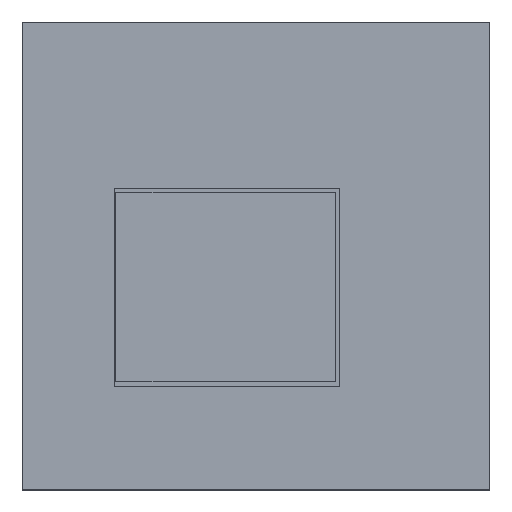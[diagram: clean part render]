
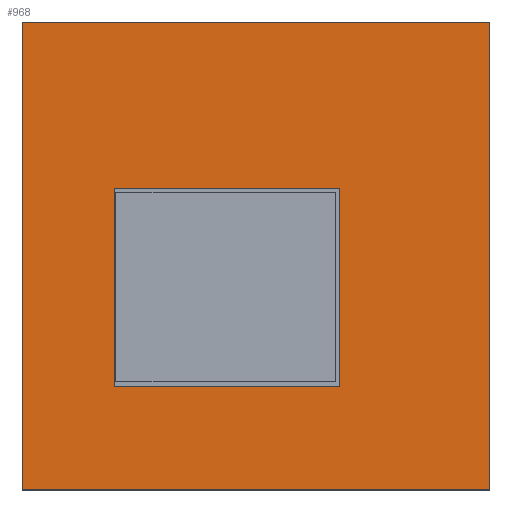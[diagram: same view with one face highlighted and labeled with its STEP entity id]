
A CAD part, top view. The second image highlights one B-rep face of the part: STEP entity #968.
In plain terms, the highlighted planar face has unit normal (0, 0, 1).
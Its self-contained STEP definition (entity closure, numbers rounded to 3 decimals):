
#61=ORIENTED_EDGE('',*,*,#241,.F.);
#62=ORIENTED_EDGE('',*,*,#242,.F.);
#63=ORIENTED_EDGE('',*,*,#243,.F.);
#64=ORIENTED_EDGE('',*,*,#244,.F.);
#65=ORIENTED_EDGE('',*,*,#245,.T.);
#66=ORIENTED_EDGE('',*,*,#246,.T.);
#67=ORIENTED_EDGE('',*,*,#247,.T.);
#68=ORIENTED_EDGE('',*,*,#248,.T.);
#241=EDGE_CURVE('',#333,#334,#401,.T.);
#242=EDGE_CURVE('',#335,#333,#402,.T.);
#243=EDGE_CURVE('',#336,#335,#403,.T.);
#244=EDGE_CURVE('',#334,#336,#404,.T.);
#245=EDGE_CURVE('',#337,#338,#405,.T.);
#246=EDGE_CURVE('',#338,#339,#406,.T.);
#247=EDGE_CURVE('',#339,#340,#407,.T.);
#248=EDGE_CURVE('',#340,#337,#408,.T.);
#333=VERTEX_POINT('',#1307);
#334=VERTEX_POINT('',#1308);
#335=VERTEX_POINT('',#1310);
#336=VERTEX_POINT('',#1312);
#337=VERTEX_POINT('',#1315);
#338=VERTEX_POINT('',#1316);
#339=VERTEX_POINT('',#1318);
#340=VERTEX_POINT('',#1320);
#401=LINE('',#1306,#497);
#402=LINE('',#1309,#498);
#403=LINE('',#1311,#499);
#404=LINE('',#1313,#500);
#405=LINE('',#1314,#501);
#406=LINE('',#1317,#502);
#407=LINE('',#1319,#503);
#408=LINE('',#1321,#504);
#497=VECTOR('',#1103,1000.);
#498=VECTOR('',#1104,1000.);
#499=VECTOR('',#1105,1000.);
#500=VECTOR('',#1106,1000.);
#501=VECTOR('',#1107,1000.);
#502=VECTOR('',#1108,1000.);
#503=VECTOR('',#1109,1000.);
#504=VECTOR('',#1110,1000.);
#572=EDGE_LOOP('',(#61,#62,#63,#64));
#573=EDGE_LOOP('',(#65,#66,#67,#68));
#620=FACE_BOUND('',#572,.T.);
#621=FACE_BOUND('',#573,.T.);
#664=PLANE('',#1017);
#968=ADVANCED_FACE('',(#620,#621),#664,.T.);
#1017=AXIS2_PLACEMENT_3D('',#1305,#1101,#1102);
#1101=DIRECTION('',(0.,0.,1.));
#1102=DIRECTION('',(1.,0.,0.));
#1103=DIRECTION('',(1.,0.,0.));
#1104=DIRECTION('',(0.,-1.,0.));
#1105=DIRECTION('',(-1.,0.,0.));
#1106=DIRECTION('',(0.,1.,0.));
#1107=DIRECTION('',(1.,0.,0.));
#1108=DIRECTION('',(0.,1.,0.));
#1109=DIRECTION('',(-1.,0.,0.));
#1110=DIRECTION('',(0.,-1.,0.));
#1305=CARTESIAN_POINT('',(0.,0.,0.7));
#1306=CARTESIAN_POINT('',(-0.619,-0.557,0.7));
#1307=CARTESIAN_POINT('',(-0.604,-0.557,0.7));
#1308=CARTESIAN_POINT('',(0.359,-0.557,0.7));
#1309=CARTESIAN_POINT('',(-0.604,0.29,0.7));
#1310=CARTESIAN_POINT('',(-0.604,0.29,0.7));
#1311=CARTESIAN_POINT('',(0.359,0.29,0.7));
#1312=CARTESIAN_POINT('',(0.359,0.29,0.7));
#1313=CARTESIAN_POINT('',(0.359,-0.557,0.7));
#1314=CARTESIAN_POINT('',(-1.,-1.,0.7));
#1315=CARTESIAN_POINT('',(-1.,-1.,0.7));
#1316=CARTESIAN_POINT('',(1.,-1.,0.7));
#1317=CARTESIAN_POINT('',(1.,-1.,0.7));
#1318=CARTESIAN_POINT('',(1.,1.,0.7));
#1319=CARTESIAN_POINT('',(1.,1.,0.7));
#1320=CARTESIAN_POINT('',(-1.,1.,0.7));
#1321=CARTESIAN_POINT('',(-1.,1.,0.7));
